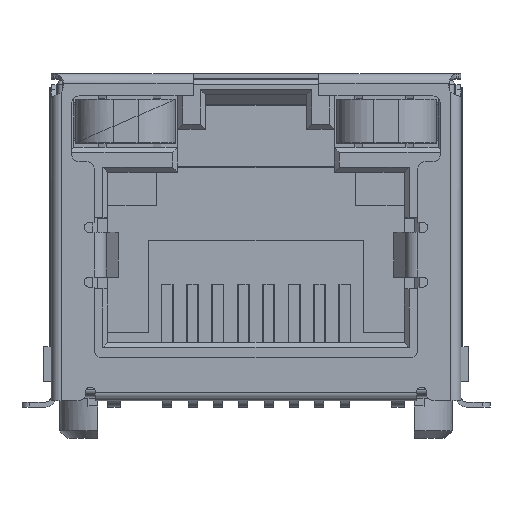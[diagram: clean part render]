
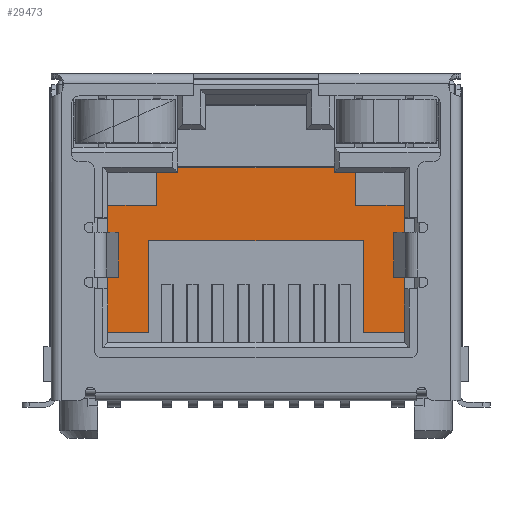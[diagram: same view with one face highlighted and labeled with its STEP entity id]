
A CAD part, top view. The second image highlights one B-rep face of the part: STEP entity #29473.
In plain terms, the highlighted planar face has unit normal (0, 0, 1).
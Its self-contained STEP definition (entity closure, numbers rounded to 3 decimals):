
#307 = VECTOR ( 'NONE', #21385, 1000. ) ;
#333 = VECTOR ( 'NONE', #12273, 1000. ) ;
#334 = CARTESIAN_POINT ( 'NONE',  ( 2.02, 2.65, -12. ) ) ;
#548 = CARTESIAN_POINT ( 'NONE',  ( 3.675, 6.35, -12. ) ) ;
#1338 = VERTEX_POINT ( 'NONE', #11229 ) ;
#1621 = LINE ( 'NONE', #19591, #16653 ) ;
#1766 = ORIENTED_EDGE ( 'NONE', *, *, #24703, .T. ) ;
#2057 = LINE ( 'NONE', #25047, #12744 ) ;
#2137 = CARTESIAN_POINT ( 'NONE',  ( 2.02, 2.45, -12. ) ) ;
#2147 = LINE ( 'NONE', #7761, #25338 ) ;
#2240 = PLANE ( 'NONE',  #22399 ) ;
#2479 = CARTESIAN_POINT ( 'NONE',  ( 2.02, 6.35, -12. ) ) ;
#2627 = CARTESIAN_POINT ( 'NONE',  ( 13.93, 2.65, -12. ) ) ;
#2989 = CARTESIAN_POINT ( 'NONE',  ( 2.02, 7.78, -12. ) ) ;
#3252 = ORIENTED_EDGE ( 'NONE', *, *, #19967, .T. ) ;
#3310 = VERTEX_POINT ( 'NONE', #21796 ) ;
#3332 = LINE ( 'NONE', #4099, #29030 ) ;
#3885 = CARTESIAN_POINT ( 'NONE',  ( 4.825, 9.28, -12. ) ) ;
#3905 = EDGE_CURVE ( 'NONE', #5862, #14837, #10904, .T. ) ;
#4099 = CARTESIAN_POINT ( 'NONE',  ( 3.975, 9.08, -12. ) ) ;
#4142 = EDGE_CURVE ( 'NONE', #24780, #4810, #1621, .T. ) ;
#4634 = DIRECTION ( 'NONE',  ( 0., 0., 1. ) ) ;
#4810 = VERTEX_POINT ( 'NONE', #7449 ) ;
#5181 = LINE ( 'NONE', #3885, #21210 ) ;
#5185 = DIRECTION ( 'NONE',  ( 0., 1., 0. ) ) ;
#5330 = EDGE_CURVE ( 'NONE', #18976, #18747, #3332, .T. ) ;
#5862 = VERTEX_POINT ( 'NONE', #548 ) ;
#5871 = VECTOR ( 'NONE', #14844, 1000. ) ;
#5914 = CARTESIAN_POINT ( 'NONE',  ( 11.125, 9.28, -12. ) ) ;
#6175 = VERTEX_POINT ( 'NONE', #17974 ) ;
#6312 = ORIENTED_EDGE ( 'NONE', *, *, #22445, .T. ) ;
#6415 = DIRECTION ( 'NONE',  ( 0., 1., 0. ) ) ;
#6604 = CARTESIAN_POINT ( 'NONE',  ( 2.02, 9.08, -12. ) ) ;
#7140 = CARTESIAN_POINT ( 'NONE',  ( 12.275, 2.65, -12. ) ) ;
#7315 = ORIENTED_EDGE ( 'NONE', *, *, #4142, .F. ) ;
#7449 = CARTESIAN_POINT ( 'NONE',  ( 13.93, 2.65, -12. ) ) ;
#7761 = CARTESIAN_POINT ( 'NONE',  ( 11.975, 7.78, -12. ) ) ;
#7995 = ORIENTED_EDGE ( 'NONE', *, *, #3905, .T. ) ;
#8259 = CARTESIAN_POINT ( 'NONE',  ( 13.93, 7.78, -12. ) ) ;
#8497 = LINE ( 'NONE', #23610, #307 ) ;
#8675 = VERTEX_POINT ( 'NONE', #5914 ) ;
#8990 = CARTESIAN_POINT ( 'NONE',  ( 2.02, 7.78, -12. ) ) ;
#9098 = CARTESIAN_POINT ( 'NONE',  ( 12.275, 6.35, -12. ) ) ;
#9443 = EDGE_CURVE ( 'NONE', #15776, #24600, #18523, .T. ) ;
#10110 = CARTESIAN_POINT ( 'NONE',  ( 3.975, 9.08, -12. ) ) ;
#10904 = LINE ( 'NONE', #2479, #17687 ) ;
#10908 = CARTESIAN_POINT ( 'NONE',  ( 2.02, 2.65, -12. ) ) ;
#11229 = CARTESIAN_POINT ( 'NONE',  ( 3.675, 2.65, -12. ) ) ;
#11293 = DIRECTION ( 'NONE',  ( 1., 0., 0. ) ) ;
#11541 = LINE ( 'NONE', #27698, #19760 ) ;
#12107 = VECTOR ( 'NONE', #22561, 1000. ) ;
#12171 = CARTESIAN_POINT ( 'NONE',  ( 2.02, 2.25, -12. ) ) ;
#12203 = CARTESIAN_POINT ( 'NONE',  ( 11.125, 9.08, -12. ) ) ;
#12273 = DIRECTION ( 'NONE',  ( 0., 1., 0. ) ) ;
#12604 = DIRECTION ( 'NONE',  ( 0., -1., 0. ) ) ;
#12744 = VECTOR ( 'NONE', #15672, 1000. ) ;
#12828 = EDGE_CURVE ( 'NONE', #18747, #24600, #11541, .T. ) ;
#13170 = CARTESIAN_POINT ( 'NONE',  ( 3.675, 2.45, -12. ) ) ;
#13191 = DIRECTION ( 'NONE',  ( 1., 0., 0. ) ) ;
#13570 = ORIENTED_EDGE ( 'NONE', *, *, #16625, .F. ) ;
#14009 = DIRECTION ( 'NONE',  ( -1., 0., 0. ) ) ;
#14072 = LINE ( 'NONE', #21519, #5871 ) ;
#14545 = EDGE_CURVE ( 'NONE', #14837, #15300, #8497, .T. ) ;
#14837 = VERTEX_POINT ( 'NONE', #9098 ) ;
#14844 = DIRECTION ( 'NONE',  ( 0., 1., 0. ) ) ;
#15223 = ORIENTED_EDGE ( 'NONE', *, *, #19670, .T. ) ;
#15300 = VERTEX_POINT ( 'NONE', #7140 ) ;
#15672 = DIRECTION ( 'NONE',  ( 0., -1., 0. ) ) ;
#15776 = VERTEX_POINT ( 'NONE', #334 ) ;
#16075 = FACE_OUTER_BOUND ( 'NONE', #19638, .T. ) ;
#16400 = CARTESIAN_POINT ( 'NONE',  ( 4.825, 9.28, -12. ) ) ;
#16625 = EDGE_CURVE ( 'NONE', #4810, #15300, #26998, .T. ) ;
#16653 = VECTOR ( 'NONE', #12604, 1000. ) ;
#17197 = EDGE_CURVE ( 'NONE', #8675, #19805, #5181, .T. ) ;
#17346 = CARTESIAN_POINT ( 'NONE',  ( 11.975, 9.08, -12. ) ) ;
#17687 = VECTOR ( 'NONE', #20615, 1000. ) ;
#17880 = ORIENTED_EDGE ( 'NONE', *, *, #19603, .T. ) ;
#17974 = CARTESIAN_POINT ( 'NONE',  ( 11.975, 7.78, -12. ) ) ;
#18111 = CARTESIAN_POINT ( 'NONE',  ( 3.975, 7.78, -12. ) ) ;
#18184 = LINE ( 'NONE', #8990, #12107 ) ;
#18523 = LINE ( 'NONE', #12171, #333 ) ;
#18611 = ORIENTED_EDGE ( 'NONE', *, *, #9443, .F. ) ;
#18747 = VERTEX_POINT ( 'NONE', #18111 ) ;
#18909 = VERTEX_POINT ( 'NONE', #12203 ) ;
#18976 = VERTEX_POINT ( 'NONE', #10110 ) ;
#19218 = CARTESIAN_POINT ( 'NONE',  ( 2.02, 9.08, -12. ) ) ;
#19591 = CARTESIAN_POINT ( 'NONE',  ( 13.93, 9.08, -12. ) ) ;
#19603 = EDGE_CURVE ( 'NONE', #24780, #6175, #18184, .T. ) ;
#19638 = EDGE_LOOP ( 'NONE', ( #23312, #18611, #15223, #22675, #7995, #25556, #13570, #7315, #17880, #22827, #21488, #1766, #29181, #6312, #3252, #28766 ) ) ;
#19670 = EDGE_CURVE ( 'NONE', #15776, #1338, #21059, .T. ) ;
#19760 = VECTOR ( 'NONE', #14009, 1000. ) ;
#19805 = VERTEX_POINT ( 'NONE', #16400 ) ;
#19967 = EDGE_CURVE ( 'NONE', #3310, #18976, #24234, .T. ) ;
#20210 = VECTOR ( 'NONE', #25565, 1000. ) ;
#20615 = DIRECTION ( 'NONE',  ( 1., 0., 0. ) ) ;
#21039 = EDGE_CURVE ( 'NONE', #6175, #24745, #2147, .T. ) ;
#21059 = LINE ( 'NONE', #10908, #23914 ) ;
#21210 = VECTOR ( 'NONE', #21818, 1000. ) ;
#21385 = DIRECTION ( 'NONE',  ( 0., -1., 0. ) ) ;
#21488 = ORIENTED_EDGE ( 'NONE', *, *, #27589, .T. ) ;
#21504 = DIRECTION ( 'NONE',  ( -1., 0., 0. ) ) ;
#21519 = CARTESIAN_POINT ( 'NONE',  ( 11.125, 2.45, -12. ) ) ;
#21796 = CARTESIAN_POINT ( 'NONE',  ( 4.825, 9.08, -12. ) ) ;
#21818 = DIRECTION ( 'NONE',  ( -1., 0., 0. ) ) ;
#22315 = DIRECTION ( 'NONE',  ( 0., -1., 0. ) ) ;
#22399 = AXIS2_PLACEMENT_3D ( 'NONE', #2137, #4634, #11293 ) ;
#22445 = EDGE_CURVE ( 'NONE', #19805, #3310, #2057, .T. ) ;
#22561 = DIRECTION ( 'NONE',  ( -1., 0., 0. ) ) ;
#22675 = ORIENTED_EDGE ( 'NONE', *, *, #24376, .T. ) ;
#22827 = ORIENTED_EDGE ( 'NONE', *, *, #21039, .T. ) ;
#23312 = ORIENTED_EDGE ( 'NONE', *, *, #12828, .T. ) ;
#23610 = CARTESIAN_POINT ( 'NONE',  ( 12.275, 2.45, -12. ) ) ;
#23914 = VECTOR ( 'NONE', #13191, 1000. ) ;
#24234 = LINE ( 'NONE', #6604, #25693 ) ;
#24376 = EDGE_CURVE ( 'NONE', #1338, #5862, #28021, .T. ) ;
#24600 = VERTEX_POINT ( 'NONE', #2989 ) ;
#24703 = EDGE_CURVE ( 'NONE', #18909, #8675, #14072, .T. ) ;
#24745 = VERTEX_POINT ( 'NONE', #17346 ) ;
#24780 = VERTEX_POINT ( 'NONE', #8259 ) ;
#25047 = CARTESIAN_POINT ( 'NONE',  ( 4.825, 2.45, -12. ) ) ;
#25338 = VECTOR ( 'NONE', #5185, 1000. ) ;
#25556 = ORIENTED_EDGE ( 'NONE', *, *, #14545, .T. ) ;
#25565 = DIRECTION ( 'NONE',  ( -1., 0., 0. ) ) ;
#25693 = VECTOR ( 'NONE', #29148, 1000. ) ;
#25820 = LINE ( 'NONE', #19218, #26190 ) ;
#26190 = VECTOR ( 'NONE', #21504, 1000. ) ;
#26998 = LINE ( 'NONE', #2627, #20210 ) ;
#27589 = EDGE_CURVE ( 'NONE', #24745, #18909, #25820, .T. ) ;
#27698 = CARTESIAN_POINT ( 'NONE',  ( 2.02, 7.78, -12. ) ) ;
#28021 = LINE ( 'NONE', #13170, #28360 ) ;
#28360 = VECTOR ( 'NONE', #6415, 1000. ) ;
#28766 = ORIENTED_EDGE ( 'NONE', *, *, #5330, .T. ) ;
#29030 = VECTOR ( 'NONE', #22315, 1000. ) ;
#29148 = DIRECTION ( 'NONE',  ( -1., 0., 0. ) ) ;
#29181 = ORIENTED_EDGE ( 'NONE', *, *, #17197, .T. ) ;
#29473 = ADVANCED_FACE ( 'NONE', ( #16075 ), #2240, .T. ) ;
